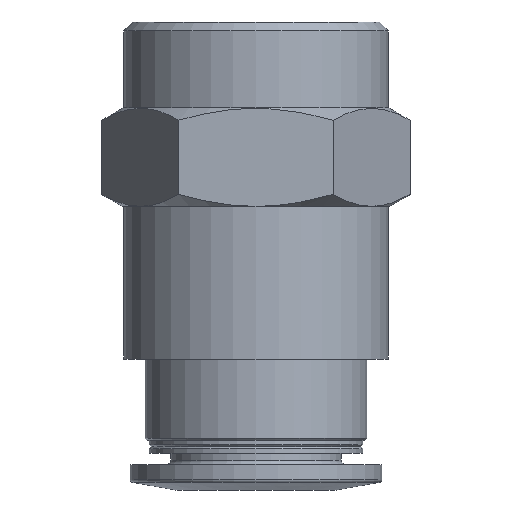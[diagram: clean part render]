
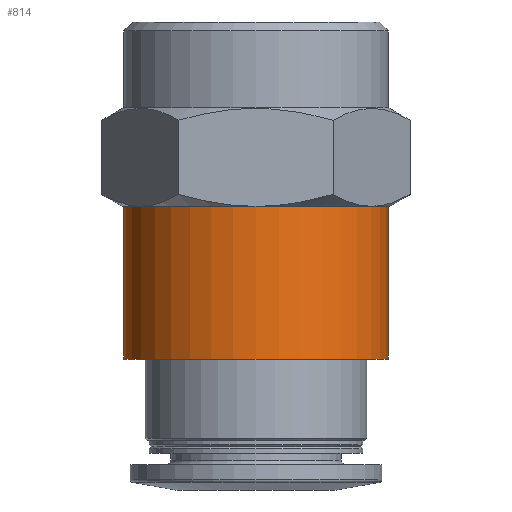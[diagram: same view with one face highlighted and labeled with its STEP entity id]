
A CAD part, front view. The second image highlights one B-rep face of the part: STEP entity #814.
In plain terms, the highlighted cylindrical face has radius 10.4 mm (diameter 20.8 mm), a full revolution.
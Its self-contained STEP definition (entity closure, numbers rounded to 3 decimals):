
#76=CYLINDRICAL_SURFACE('',#894,10.4);
#191=ORIENTED_EDGE('',*,*,#194,.F.);
#192=ORIENTED_EDGE('',*,*,#250,.T.);
#194=EDGE_CURVE('',#252,#252,#298,.T.);
#250=EDGE_CURVE('',#296,#296,#330,.T.);
#252=VERTEX_POINT('',#1058);
#296=VERTEX_POINT('',#1265);
#298=CIRCLE('',#822,10.4);
#330=CIRCLE('',#893,10.4);
#399=EDGE_LOOP('',(#191));
#400=EDGE_LOOP('',(#192));
#469=FACE_BOUND('',#399,.T.);
#470=FACE_BOUND('',#400,.T.);
#814=ADVANCED_FACE('',(#469,#470),#76,.T.);
#822=AXIS2_PLACEMENT_3D('',#1057,#901,#902);
#893=AXIS2_PLACEMENT_3D('',#1264,#1049,#1050);
#894=AXIS2_PLACEMENT_3D('',#1266,#1051,#1052);
#901=DIRECTION('',(0.,0.,-1.));
#902=DIRECTION('',(-1.,0.,0.));
#1049=DIRECTION('',(0.,0.,-1.));
#1050=DIRECTION('',(-1.,0.,0.));
#1051=DIRECTION('',(0.,0.,-1.));
#1052=DIRECTION('',(-1.,0.,0.));
#1057=CARTESIAN_POINT('',(0.,0.,-26.5));
#1058=CARTESIAN_POINT('',(-10.4,0.,-26.5));
#1264=CARTESIAN_POINT('',(0.,0.,-14.5));
#1265=CARTESIAN_POINT('',(-10.4,0.,-14.5));
#1266=CARTESIAN_POINT('',(0.,0.,-50.));
